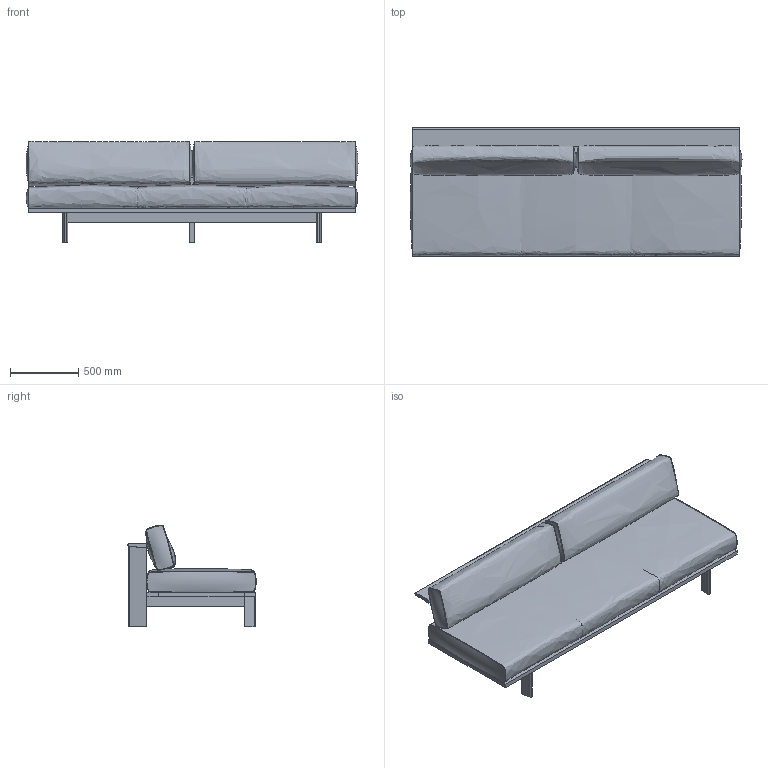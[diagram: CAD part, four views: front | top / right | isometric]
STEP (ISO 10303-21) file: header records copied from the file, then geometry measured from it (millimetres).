
FILE_DESCRIPTION(/* description */ (''),/* implementation_level */ '2;1');
FILE_NAME(/* name */ 'Rail_CB-493_3D',/* time_stamp */ '2023-10-06T12:58:18+02:00',/* author */ (''),/* organization */ (''),/* preprocessor_version */ 'ST-DEVELOPER v16.5',/* originating_system */ 'Rhino 7.31',/* authorisation */ '');
FILE_SCHEMA (('AUTOMOTIVE_DESIGN'));
Length unit declared in the file: centimetre
Products named in the file (2): Document; Rail_CB-493
Assembly tree (1 placements, depth 2):
  Document
    Rail_CB-493
Bounding box: 2434.22 x 941.73 x 746.1 mm (x, y, z)
Volume: 76857809.6 mm3; surface area: 14173995.7 mm2
Topology: 45 solids, 54 shells, 259 faces, 530 edges, 353 vertices
Faces by surface type: plane 224, cylinder 19, bspline 16
Entity records: 58727 total; most frequent: CARTESIAN_POINT 54160, ORIENTED_EDGE 1048, EDGE_CURVE 530, B_SPLINE_CURVE_WITH_KNOTS 475, VERTEX_POINT 353, ADVANCED_FACE 259, FACE_OUTER_BOUND 259, EDGE_LOOP 259
